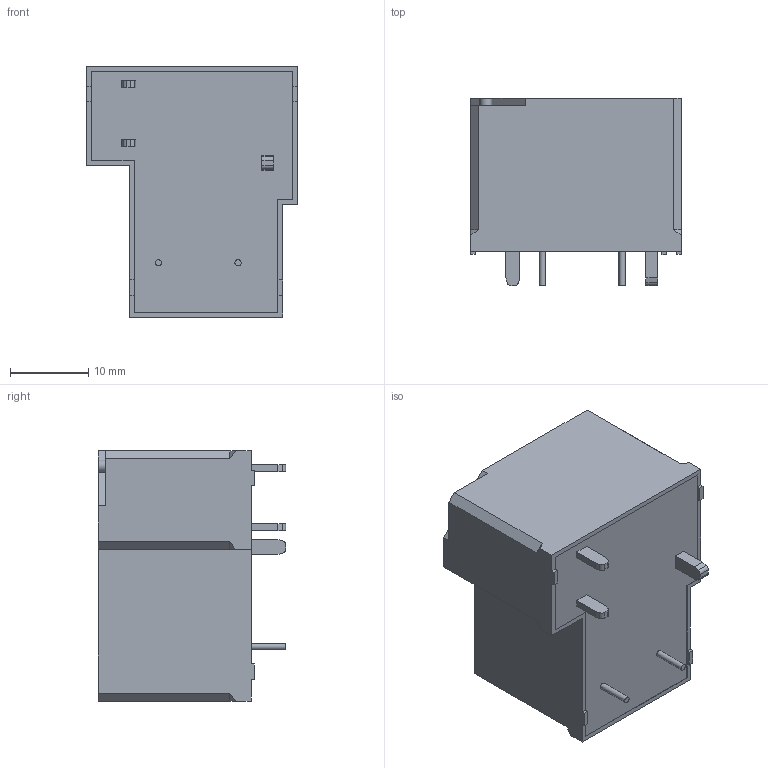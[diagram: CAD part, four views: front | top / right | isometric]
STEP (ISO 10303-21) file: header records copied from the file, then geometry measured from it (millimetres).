
FILE_DESCRIPTION(/* description */ ('J115F1 SERIES, SPDT, 5VDC, SEALED, HIGH DIELECTRIC STRENGTH, .6W'),/* implementation_level */ '2;1');
FILE_NAME(/* name */ 'J115F11CH_Standard.stp',/* time_stamp */ '2023-05-31T10:16:25-05:00',/* author */ ('cnher'),/* organization */ (''),/* preprocessor_version */ 'ST-DEVELOPER v19',/* originating_system */ 'Autodesk Inventor 2023',/* authorisation */ '');
FILE_SCHEMA (('AUTOMOTIVE_DESIGN { 1 0 10303 214 3 1 1 }'));
Length unit declared in the file: millimetre
Products named in the file (6): J115F11CH_Standard; J115F1_Cover; J115F11CH_Base Plate; J115F1_Terminal_Coil; J115F1_50A_Terminal_Common; J115F1_50A_Terminal_Contacts
Assembly tree (7 placements, depth 2):
  J115F11CH_Standard
    J115F1_Cover
    J115F11CH_Base Plate
    J115F1_Terminal_Coil  x2
    J115F1_50A_Terminal_Contacts  x2
    J115F1_50A_Terminal_Common
Bounding box: 27 x 24 x 32.05 mm (x, y, z)
Volume: 2155.1 mm3; surface area: 7346.1 mm2
Topology: 7 solids, 7 shells, 286 faces, 762 edges, 509 vertices
Faces by surface type: plane 235, bspline 39, cylinder 12
Full cylindrical faces by diameter (mm): 0.33 x1, 0.8 x4, 1.53 x1
Entity records: 9077 total; most frequent: CARTESIAN_POINT 2110, ORIENTED_EDGE 1470, DIRECTION 1169, EDGE_CURVE 735, LINE 639, VECTOR 639, VERTEX_POINT 490, EDGE_LOOP 301
